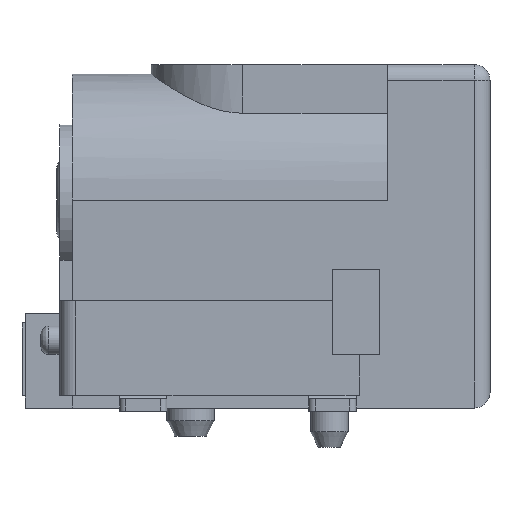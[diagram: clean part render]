
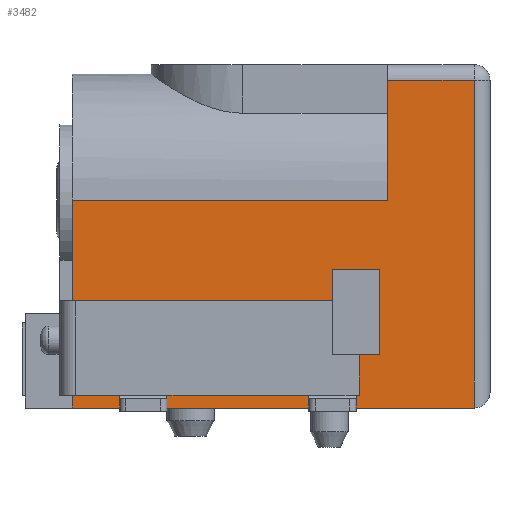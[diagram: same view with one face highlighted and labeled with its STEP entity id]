
A CAD part, left-side view. The second image highlights one B-rep face of the part: STEP entity #3482.
In plain terms, the highlighted planar face has unit normal (-1, 0, 0).
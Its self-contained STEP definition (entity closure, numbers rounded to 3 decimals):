
#92=FACE_BOUND('',#561,.T.);
#187=PLANE('',#3795);
#366=FACE_OUTER_BOUND('',#560,.T.);
#560=EDGE_LOOP('',(#2975,#2976,#2977,#2978,#2979,#2980,#2981,#2982,#2983,
#2984));
#561=EDGE_LOOP('',(#2985,#2986,#2987,#2988));
#756=LINE('',#4918,#1080);
#760=LINE('',#4929,#1084);
#802=LINE('',#5058,#1126);
#815=LINE('',#5087,#1139);
#819=LINE('',#5095,#1143);
#826=LINE('',#5110,#1150);
#970=LINE('',#5772,#1294);
#971=LINE('',#5775,#1295);
#974=LINE('',#5780,#1298);
#981=LINE('',#5818,#1305);
#990=LINE('',#5849,#1314);
#996=LINE('',#5858,#1320);
#998=LINE('',#5862,#1322);
#999=LINE('',#5863,#1323);
#1080=VECTOR('',#3989,10.);
#1084=VECTOR('',#3999,10.);
#1126=VECTOR('',#4133,10.);
#1139=VECTOR('',#4164,10.);
#1143=VECTOR('',#4170,10.);
#1150=VECTOR('',#4179,10.);
#1294=VECTOR('',#4577,10.);
#1295=VECTOR('',#4580,10.);
#1298=VECTOR('',#4585,10.);
#1305=VECTOR('',#4630,10.);
#1314=VECTOR('',#4665,10.);
#1320=VECTOR('',#4675,10.);
#1322=VECTOR('',#4679,10.);
#1323=VECTOR('',#4680,10.);
#1402=VERTEX_POINT('',#4916);
#1403=VERTEX_POINT('',#4917);
#1407=VERTEX_POINT('',#4928);
#1448=VERTEX_POINT('',#5057);
#1454=VERTEX_POINT('',#5084);
#1455=VERTEX_POINT('',#5086);
#1458=VERTEX_POINT('',#5094);
#1465=VERTEX_POINT('',#5108);
#1612=VERTEX_POINT('',#5770);
#1613=VERTEX_POINT('',#5774);
#1622=VERTEX_POINT('',#5808);
#1626=VERTEX_POINT('',#5817);
#1635=VERTEX_POINT('',#5847);
#1637=VERTEX_POINT('',#5861);
#1737=EDGE_CURVE('',#1402,#1403,#756,.T.);
#1743=EDGE_CURVE('',#1407,#1402,#760,.T.);
#1807=EDGE_CURVE('',#1403,#1448,#802,.T.);
#1822=EDGE_CURVE('',#1455,#1454,#815,.T.);
#1826=EDGE_CURVE('',#1407,#1458,#819,.T.);
#1834=EDGE_CURVE('',#1465,#1448,#826,.T.);
#2058=EDGE_CURVE('',#1454,#1612,#970,.T.);
#2059=EDGE_CURVE('',#1612,#1613,#971,.T.);
#2062=EDGE_CURVE('',#1613,#1455,#974,.T.);
#2079=EDGE_CURVE('',#1622,#1626,#981,.T.);
#2095=EDGE_CURVE('',#1635,#1622,#990,.T.);
#2101=EDGE_CURVE('',#1626,#1465,#996,.T.);
#2103=EDGE_CURVE('',#1635,#1637,#998,.T.);
#2104=EDGE_CURVE('',#1637,#1458,#999,.T.);
#2975=ORIENTED_EDGE('',*,*,#1807,.T.);
#2976=ORIENTED_EDGE('',*,*,#1834,.F.);
#2977=ORIENTED_EDGE('',*,*,#2101,.F.);
#2978=ORIENTED_EDGE('',*,*,#2079,.F.);
#2979=ORIENTED_EDGE('',*,*,#2095,.F.);
#2980=ORIENTED_EDGE('',*,*,#2103,.T.);
#2981=ORIENTED_EDGE('',*,*,#2104,.T.);
#2982=ORIENTED_EDGE('',*,*,#1826,.F.);
#2983=ORIENTED_EDGE('',*,*,#1743,.T.);
#2984=ORIENTED_EDGE('',*,*,#1737,.T.);
#2985=ORIENTED_EDGE('',*,*,#2058,.T.);
#2986=ORIENTED_EDGE('',*,*,#2059,.T.);
#2987=ORIENTED_EDGE('',*,*,#2062,.T.);
#2988=ORIENTED_EDGE('',*,*,#1822,.T.);
#3482=ADVANCED_FACE('',(#366,#92),#187,.T.);
#3795=AXIS2_PLACEMENT_3D('',#5860,#4677,#4678);
#3989=DIRECTION('',(0.,0.,-1.));
#3999=DIRECTION('',(0.,-1.,0.));
#4133=DIRECTION('',(0.,1.,0.));
#4164=DIRECTION('',(0.,1.,0.));
#4170=DIRECTION('',(0.,0.,1.));
#4179=DIRECTION('',(0.,0.,1.));
#4577=DIRECTION('',(0.,0.,1.));
#4580=DIRECTION('',(0.,-1.,0.));
#4585=DIRECTION('',(0.,0.,-1.));
#4630=DIRECTION('',(0.,0.,-1.));
#4665=DIRECTION('',(0.,-1.,0.));
#4675=DIRECTION('',(0.,1.,0.));
#4677=DIRECTION('center_axis',(-1.,0.,0.));
#4678=DIRECTION('ref_axis',(0.,0.,
1.));
#4679=DIRECTION('',(0.,0.,-1.));
#4680=DIRECTION('',(0.,1.,0.));
#4916=CARTESIAN_POINT('',(-4.45,13.15,3.4));
#4917=CARTESIAN_POINT('',(-4.45,13.15,0.4));
#4918=CARTESIAN_POINT('',(-4.45,13.15,0.4));
#4928=CARTESIAN_POINT('',(-4.45,13.25,3.4));
#4929=CARTESIAN_POINT('',(-4.45,4.45,3.4));
#5057=CARTESIAN_POINT('',(-4.45,13.25,0.4));
#5058=CARTESIAN_POINT('',(-4.45,6.825,0.4));
#5084=CARTESIAN_POINT('',(-4.45,5.,1.7));
#5086=CARTESIAN_POINT('',(-4.45,3.5,1.7));
#5087=CARTESIAN_POINT('',(-4.45,2.5,1.7));
#5094=CARTESIAN_POINT('',(-4.45,13.25,6.6));
#5095=CARTESIAN_POINT('',(-4.45,13.25,10.9));
#5108=CARTESIAN_POINT('',(-4.45,13.25,0.));
#5110=CARTESIAN_POINT('',(-4.45,13.25,10.9));
#5770=CARTESIAN_POINT('',(-4.45,5.,4.4));
#5772=CARTESIAN_POINT('',(-4.45,5.,2.2));
#5774=CARTESIAN_POINT('',(-4.45,3.5,4.4));
#5775=CARTESIAN_POINT('',(-4.45,1.75,4.4));
#5780=CARTESIAN_POINT('',(-4.45,3.5,0.85));
#5808=CARTESIAN_POINT('',(-4.45,0.5,10.4));
#5817=CARTESIAN_POINT('',(-4.45,0.5,0.));
#5818=CARTESIAN_POINT('',(-4.45,0.5,2.725));
#5847=CARTESIAN_POINT('',(-4.45,3.25,10.4));
#5849=CARTESIAN_POINT('',(-4.45,0.,10.4));
#5858=CARTESIAN_POINT('',(-4.45,0.,0.));
#5860=CARTESIAN_POINT('Origin',(-4.45,0.,0.));
#5861=CARTESIAN_POINT('',(-4.45,3.25,6.6));
#5862=CARTESIAN_POINT('',(-4.45,3.25,4.375));
#5863=CARTESIAN_POINT('',(-4.45,6.625,6.6));
